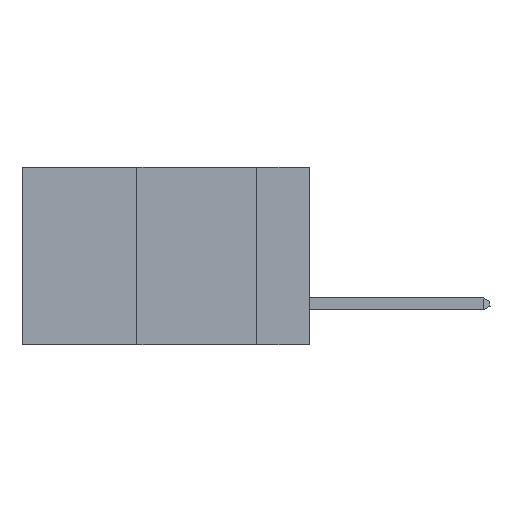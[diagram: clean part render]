
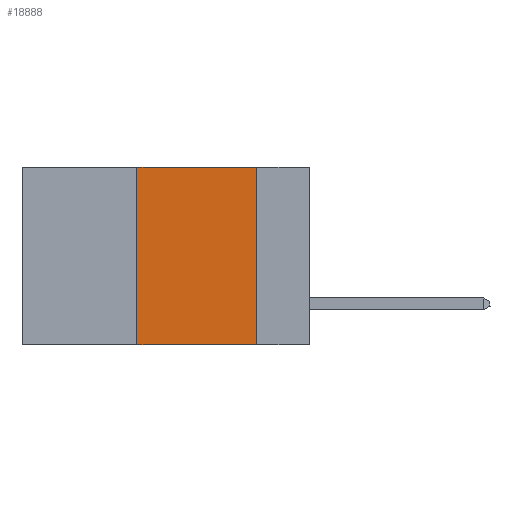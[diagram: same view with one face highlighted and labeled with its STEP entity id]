
A CAD part, left-side view. The second image highlights one B-rep face of the part: STEP entity #18888.
In plain terms, the highlighted planar face has unit normal (-1, 0, 0).
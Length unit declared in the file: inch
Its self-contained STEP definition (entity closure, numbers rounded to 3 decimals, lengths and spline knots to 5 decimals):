
#1027 = CARTESIAN_POINT ( 'NONE',  ( 0., 0.36, -0.37 ) ) ;
#1538 = EDGE_CURVE ( 'NONE', #2359, #17274, #12633, .T. ) ;
#2359 = VERTEX_POINT ( 'NONE', #25675 ) ;
#2665 = VECTOR ( 'NONE', #33758, 39.37008 ) ;
#2847 = ORIENTED_EDGE ( 'NONE', *, *, #1538, .F. ) ;
#4999 = CARTESIAN_POINT ( 'NONE',  ( 0., 0.11, 0. ) ) ;
#5846 = LINE ( 'NONE', #19488, #6305 ) ;
#6305 = VECTOR ( 'NONE', #16137, 39.37008 ) ;
#6730 = CARTESIAN_POINT ( 'NONE',  ( 0., 0.11, 0. ) ) ;
#7070 = AXIS2_PLACEMENT_3D ( 'NONE', #26696, #8411, #29868 ) ;
#8411 = DIRECTION ( 'NONE',  ( 1., 0., 0. ) ) ;
#9421 = VERTEX_POINT ( 'NONE', #34902 ) ;
#10444 = ORIENTED_EDGE ( 'NONE', *, *, #11544, .F. ) ;
#10688 = LINE ( 'NONE', #33621, #2665 ) ;
#11544 = EDGE_CURVE ( 'NONE', #23879, #2359, #5846, .T. ) ;
#12633 = LINE ( 'NONE', #32672, #22166 ) ;
#14128 = VECTOR ( 'NONE', #25921, 39.37008 ) ;
#14872 = PLANE ( 'NONE',  #7070 ) ;
#16137 = DIRECTION ( 'NONE',  ( 0., 0., 1. ) ) ;
#17274 = VERTEX_POINT ( 'NONE', #6730 ) ;
#18879 = EDGE_CURVE ( 'NONE', #17274, #9421, #35029, .T. ) ;
#18888 = ADVANCED_FACE ( 'NONE', ( #20797 ), #14872, .F. ) ;
#19488 = CARTESIAN_POINT ( 'NONE',  ( 0., 0.36, 0. ) ) ;
#20278 = EDGE_LOOP ( 'NONE', ( #30015, #2847, #10444, #34343 ) ) ;
#20797 = FACE_OUTER_BOUND ( 'NONE', #20278, .T. ) ;
#22166 = VECTOR ( 'NONE', #35967, 39.37008 ) ;
#23879 = VERTEX_POINT ( 'NONE', #1027 ) ;
#25675 = CARTESIAN_POINT ( 'NONE',  ( 0., 0.36, 0. ) ) ;
#25921 = DIRECTION ( 'NONE',  ( 0., 0., -1. ) ) ;
#26237 = EDGE_CURVE ( 'NONE', #23879, #9421, #10688, .T. ) ;
#26696 = CARTESIAN_POINT ( 'NONE',  ( 0., 0.6, 0. ) ) ;
#29868 = DIRECTION ( 'NONE',  ( 0., 0., -1. ) ) ;
#30015 = ORIENTED_EDGE ( 'NONE', *, *, #18879, .F. ) ;
#32672 = CARTESIAN_POINT ( 'NONE',  ( 0., 0.6, 0. ) ) ;
#33621 = CARTESIAN_POINT ( 'NONE',  ( 0., 0.6, -0.37 ) ) ;
#33758 = DIRECTION ( 'NONE',  ( 0., -1., 0. ) ) ;
#34343 = ORIENTED_EDGE ( 'NONE', *, *, #26237, .T. ) ;
#34902 = CARTESIAN_POINT ( 'NONE',  ( 0., 0.11, -0.37 ) ) ;
#35029 = LINE ( 'NONE', #4999, #14128 ) ;
#35967 = DIRECTION ( 'NONE',  ( 0., -1., 0. ) ) ;
